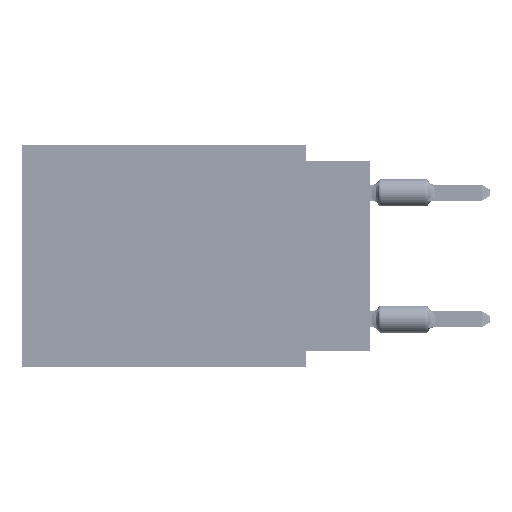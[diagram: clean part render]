
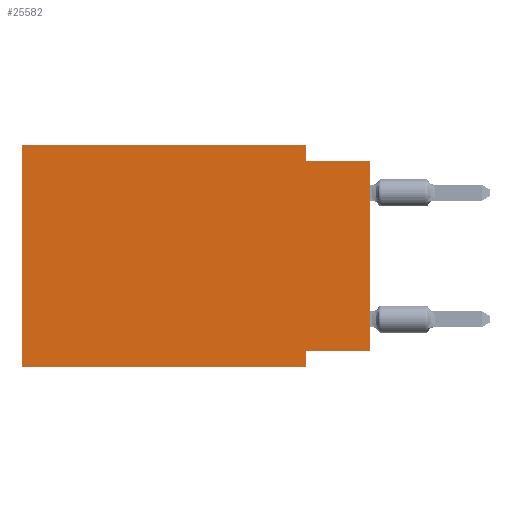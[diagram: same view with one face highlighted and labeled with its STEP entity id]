
A CAD part, left-side view. The second image highlights one B-rep face of the part: STEP entity #25582.
In plain terms, the highlighted planar face has unit normal (-1, 0, 0).
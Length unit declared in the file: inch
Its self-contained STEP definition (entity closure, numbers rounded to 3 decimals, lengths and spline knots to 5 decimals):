
#352 = CARTESIAN_POINT ( 'NONE',  ( 0., 0., -0.025 ) ) ;
#2023 = CARTESIAN_POINT ( 'NONE',  ( 0., 0.1, -0.025 ) ) ;
#3881 = VERTEX_POINT ( 'NONE', #2023 ) ;
#5126 = DIRECTION ( 'NONE',  ( 0., -1., 0. ) ) ;
#5237 = EDGE_LOOP ( 'NONE', ( #57006, #50845, #60658, #20769, #70482, #15066, #23843, #43469 ) ) ;
#7543 = DIRECTION ( 'NONE',  ( 0., 0., 1. ) ) ;
#8150 = LINE ( 'NONE', #36647, #70270 ) ;
#8797 = DIRECTION ( 'NONE',  ( 0., -1., 0. ) ) ;
#10495 = LINE ( 'NONE', #25840, #11914 ) ;
#11914 = VECTOR ( 'NONE', #49213, 39.37008 ) ;
#14348 = VECTOR ( 'NONE', #5126, 39.37008 ) ;
#14683 = CARTESIAN_POINT ( 'NONE',  ( 0., 0., -0.025 ) ) ;
#15066 = ORIENTED_EDGE ( 'NONE', *, *, #37898, .T. ) ;
#17712 = VERTEX_POINT ( 'NONE', #63238 ) ;
#17931 = EDGE_CURVE ( 'NONE', #44181, #17712, #48807, .T. ) ;
#19285 = VERTEX_POINT ( 'NONE', #45233 ) ;
#19801 = DIRECTION ( 'NONE',  ( 0., -1., 0. ) ) ;
#20656 = EDGE_CURVE ( 'NONE', #50536, #44181, #38688, .T. ) ;
#20769 = ORIENTED_EDGE ( 'NONE', *, *, #26835, .F. ) ;
#23764 = DIRECTION ( 'NONE',  ( 1., 0., 0. ) ) ;
#23843 = ORIENTED_EDGE ( 'NONE', *, *, #17931, .F. ) ;
#24258 = DIRECTION ( 'NONE',  ( 0., 0., 1. ) ) ;
#25582 = ADVANCED_FACE ( 'NONE', ( #34348 ), #52245, .F. ) ;
#25840 = CARTESIAN_POINT ( 'NONE',  ( 0., 0.1, 0. ) ) ;
#25933 = VERTEX_POINT ( 'NONE', #70770 ) ;
#26835 = EDGE_CURVE ( 'NONE', #19285, #33724, #50776, .T. ) ;
#29674 = VECTOR ( 'NONE', #55507, 39.37008 ) ;
#29822 = CARTESIAN_POINT ( 'NONE',  ( 0., 0.1, -0.325 ) ) ;
#31670 = AXIS2_PLACEMENT_3D ( 'NONE', #46049, #23764, #67957 ) ;
#32651 = VERTEX_POINT ( 'NONE', #352 ) ;
#33724 = VERTEX_POINT ( 'NONE', #42174 ) ;
#34348 = FACE_OUTER_BOUND ( 'NONE', #5237, .T. ) ;
#34515 = EDGE_CURVE ( 'NONE', #3881, #32651, #42422, .T. ) ;
#36647 = CARTESIAN_POINT ( 'NONE',  ( 0., 0., 0. ) ) ;
#37898 = EDGE_CURVE ( 'NONE', #25933, #17712, #57783, .T. ) ;
#38092 = CARTESIAN_POINT ( 'NONE',  ( 0., 0., -0.325 ) ) ;
#38362 = CARTESIAN_POINT ( 'NONE',  ( 0., 0.55, 0. ) ) ;
#38688 = LINE ( 'NONE', #60980, #29674 ) ;
#38724 = EDGE_CURVE ( 'NONE', #25933, #19285, #63444, .T. ) ;
#42174 = CARTESIAN_POINT ( 'NONE',  ( 0., 0.1, 0. ) ) ;
#42422 = LINE ( 'NONE', #14683, #46445 ) ;
#43469 = ORIENTED_EDGE ( 'NONE', *, *, #20656, .F. ) ;
#44181 = VERTEX_POINT ( 'NONE', #29822 ) ;
#45233 = CARTESIAN_POINT ( 'NONE',  ( 0., 0.55, 0. ) ) ;
#46049 = CARTESIAN_POINT ( 'NONE',  ( 0., 0.55, 0. ) ) ;
#46085 = EDGE_CURVE ( 'NONE', #33724, #3881, #10495, .T. ) ;
#46445 = VECTOR ( 'NONE', #19801, 39.37008 ) ;
#48807 = LINE ( 'NONE', #54298, #59700 ) ;
#49213 = DIRECTION ( 'NONE',  ( 0., 0., -1. ) ) ;
#50536 = VERTEX_POINT ( 'NONE', #38092 ) ;
#50776 = LINE ( 'NONE', #38362, #14348 ) ;
#50845 = ORIENTED_EDGE ( 'NONE', *, *, #34515, .F. ) ;
#52245 = PLANE ( 'NONE',  #31670 ) ;
#54298 = CARTESIAN_POINT ( 'NONE',  ( 0., 0.1, -0.35 ) ) ;
#55507 = DIRECTION ( 'NONE',  ( 0., 1., 0. ) ) ;
#57006 = ORIENTED_EDGE ( 'NONE', *, *, #60781, .T. ) ;
#57312 = VECTOR ( 'NONE', #7543, 39.37008 ) ;
#57783 = LINE ( 'NONE', #70153, #60194 ) ;
#59700 = VECTOR ( 'NONE', #60499, 39.37008 ) ;
#60194 = VECTOR ( 'NONE', #8797, 39.37008 ) ;
#60499 = DIRECTION ( 'NONE',  ( 0., 0., -1. ) ) ;
#60658 = ORIENTED_EDGE ( 'NONE', *, *, #46085, .F. ) ;
#60781 = EDGE_CURVE ( 'NONE', #50536, #32651, #8150, .T. ) ;
#60980 = CARTESIAN_POINT ( 'NONE',  ( 0., 0., -0.325 ) ) ;
#63238 = CARTESIAN_POINT ( 'NONE',  ( 0., 0.1, -0.35 ) ) ;
#63444 = LINE ( 'NONE', #64154, #57312 ) ;
#64154 = CARTESIAN_POINT ( 'NONE',  ( 0., 0.55, 0. ) ) ;
#67957 = DIRECTION ( 'NONE',  ( 0., 0., -1. ) ) ;
#70153 = CARTESIAN_POINT ( 'NONE',  ( 0., 0.55, -0.35 ) ) ;
#70270 = VECTOR ( 'NONE', #24258, 39.37008 ) ;
#70482 = ORIENTED_EDGE ( 'NONE', *, *, #38724, .F. ) ;
#70770 = CARTESIAN_POINT ( 'NONE',  ( 0., 0.55, -0.35 ) ) ;
